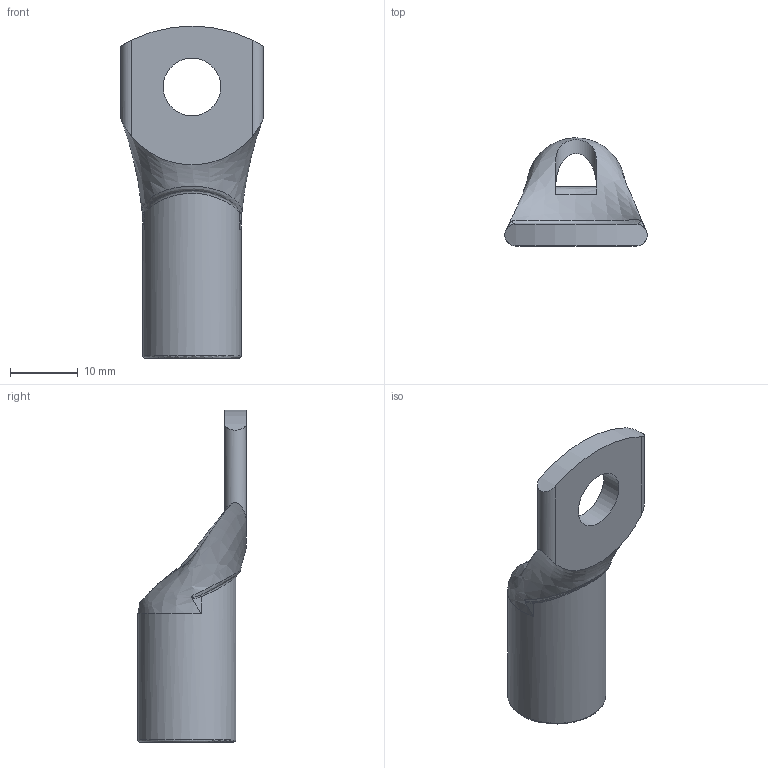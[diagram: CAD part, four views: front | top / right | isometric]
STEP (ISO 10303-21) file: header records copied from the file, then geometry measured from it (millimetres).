
FILE_DESCRIPTION((''),'2;1');
FILE_NAME('PK50-8.stp','2016-02-12T07:49:48',(''),(''),'Autodesk Inventor 2010','Autodesk Inventor 2010','');
FILE_SCHEMA(('AUTOMOTIVE_DESIGN { 1 0 10303 214 1 1 1 1 }'));
Length unit declared in the file: millimetre
Products named in the file (1): PK50-8
Bounding box: 21 x 15.99 x 49 mm (x, y, z)
Volume: 3151.6 mm3; surface area: 3312.4 mm2
Topology: 1 solids, 1 shells, 167 faces, 462 edges, 307 vertices
Faces by surface type: plane 76, bspline 53, cylinder 36, torus 1, cone 1
Full cylindrical faces by diameter (mm): 8.5 x1, 11 x1, 14.5 x1
Entity records: 6490 total; most frequent: CARTESIAN_POINT 2558, ORIENTED_EDGE 904, DIRECTION 635, EDGE_CURVE 452, VERTEX_POINT 305, VECTOR 249, LINE 249, AXIS2_PLACEMENT_3D 193
